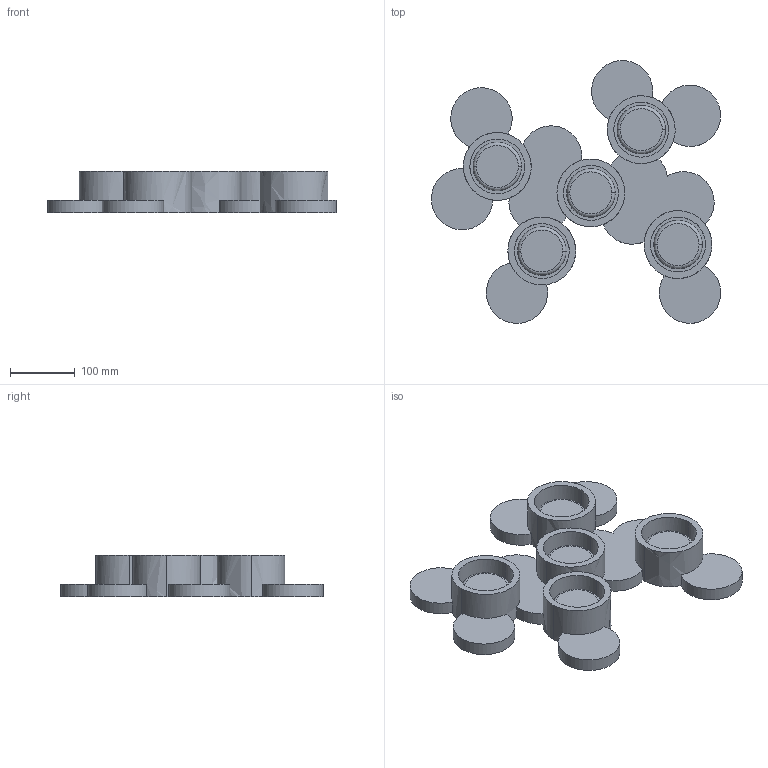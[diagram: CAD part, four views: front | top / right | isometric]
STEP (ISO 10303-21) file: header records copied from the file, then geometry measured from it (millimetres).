
FILE_DESCRIPTION(/* description */ (''),/* implementation_level */ '2;1');
FILE_NAME(/* name */ 'T264_C~1',/* time_stamp */ '2020-02-25T17:55:31+01:00',/* author */ (''),/* organization */ (''),/* preprocessor_version */ 'ST-DEVELOPER v15',/* originating_system */ '',/* authorisation */ '');
FILE_SCHEMA (('AUTOMOTIVE_DESIGN'));
Length unit declared in the file: centimetre
Products named in the file (1): Document
Bounding box: 447.9 x 406.98 x 65 mm (x, y, z)
Volume: 3261148.8 mm3; surface area: 458135.1 mm2
Topology: 6 solids, 6 shells, 99 faces, 205 edges, 128 vertices
Faces by surface type: bspline 53, plane 46
Entity records: 3139 total; most frequent: CARTESIAN_POINT 1855, ORIENTED_EDGE 410, EDGE_CURVE 205, VERTEX_POINT 128, EDGE_LOOP 109, ADVANCED_FACE 99, FACE_OUTER_BOUND 99, DIRECTION 50
